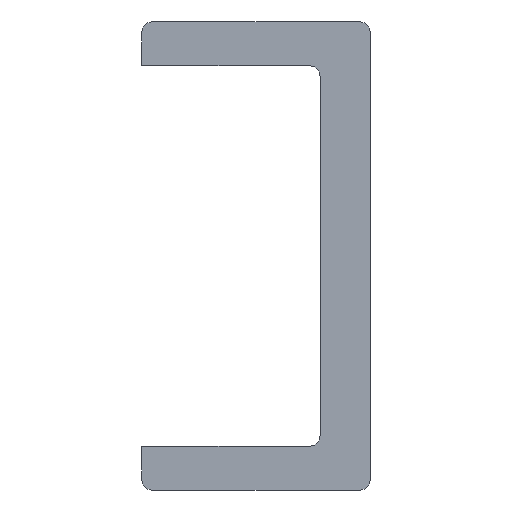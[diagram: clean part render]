
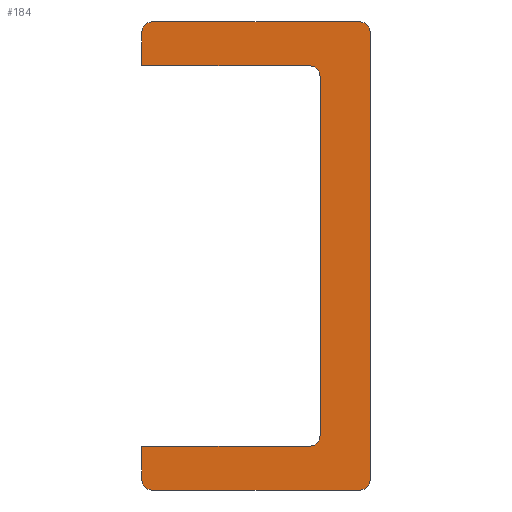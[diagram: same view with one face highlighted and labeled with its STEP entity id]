
A CAD part, front view. The second image highlights one B-rep face of the part: STEP entity #184.
In plain terms, the highlighted planar face has unit normal (0, -1, 0).
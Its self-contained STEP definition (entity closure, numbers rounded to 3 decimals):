
#184 = ADVANCED_FACE( '', ( #482 ), #483, .F. );
#482 = FACE_OUTER_BOUND( '', #827, .T. );
#483 = PLANE( '', #828 );
#827 = EDGE_LOOP( '', ( #1295, #1296, #1297, #1298, #1299, #1300, #1301, #1302, #1303, #1304, #1305, #1306, #1307, #1308 ) );
#828 = AXIS2_PLACEMENT_3D( '', #1309, #1310, #1311 );
#1295 = ORIENTED_EDGE( '', *, *, #1564, .F. );
#1296 = ORIENTED_EDGE( '', *, *, #1665, .T. );
#1297 = ORIENTED_EDGE( '', *, *, #1657, .F. );
#1298 = ORIENTED_EDGE( '', *, *, #1503, .T. );
#1299 = ORIENTED_EDGE( '', *, *, #1666, .F. );
#1300 = ORIENTED_EDGE( '', *, *, #1649, .F. );
#1301 = ORIENTED_EDGE( '', *, *, #1645, .F. );
#1302 = ORIENTED_EDGE( '', *, *, #1642, .F. );
#1303 = ORIENTED_EDGE( '', *, *, #1584, .F. );
#1304 = ORIENTED_EDGE( '', *, *, #1667, .F. );
#1305 = ORIENTED_EDGE( '', *, *, #1602, .F. );
#1306 = ORIENTED_EDGE( '', *, *, #1660, .T. );
#1307 = ORIENTED_EDGE( '', *, *, #1511, .F. );
#1308 = ORIENTED_EDGE( '', *, *, #1668, .T. );
#1309 = CARTESIAN_POINT( '', ( -10.5, 0., 21.5 ) );
#1310 = DIRECTION( '', ( 0., 1., 0. ) );
#1311 = DIRECTION( '', ( 0., 0., 1. ) );
#1503 = EDGE_CURVE( '', #1709, #1707, #1710, .F. );
#1511 = EDGE_CURVE( '', #1721, #1723, #1724, .T. );
#1564 = EDGE_CURVE( '', #1819, #1821, #1822, .T. );
#1584 = EDGE_CURVE( '', #1852, #1853, #1854, .T. );
#1602 = EDGE_CURVE( '', #1878, #1880, #1881, .T. );
#1642 = EDGE_CURVE( '', #1853, #1949, #1950, .T. );
#1645 = EDGE_CURVE( '', #1949, #1953, #1954, .T. );
#1649 = EDGE_CURVE( '', #1953, #1958, #1959, .T. );
#1657 = EDGE_CURVE( '', #1709, #1969, #1970, .T. );
#1660 = EDGE_CURVE( '', #1878, #1723, #1973, .F. );
#1665 = EDGE_CURVE( '', #1819, #1969, #1979, .F. );
#1666 = EDGE_CURVE( '', #1958, #1707, #1980, .T. );
#1667 = EDGE_CURVE( '', #1880, #1852, #1981, .T. );
#1668 = EDGE_CURVE( '', #1721, #1821, #1982, .F. );
#1707 = VERTEX_POINT( '', #2025 );
#1709 = VERTEX_POINT( '', #2028 );
#1710 = CIRCLE( '', #2029, 0.9 );
#1721 = VERTEX_POINT( '', #2042 );
#1723 = VERTEX_POINT( '', #2045 );
#1724 = LINE( '', #2046, #2047 );
#1819 = VERTEX_POINT( '', #2150 );
#1821 = VERTEX_POINT( '', #2153 );
#1822 = LINE( '', #2154, #2155 );
#1852 = VERTEX_POINT( '', #2186 );
#1853 = VERTEX_POINT( '', #2187 );
#1854 = CIRCLE( '', #2188, 1. );
#1878 = VERTEX_POINT( '', #2214 );
#1880 = VERTEX_POINT( '', #2217 );
#1881 = LINE( '', #2218, #2219 );
#1949 = VERTEX_POINT( '', #2288 );
#1950 = LINE( '', #2289, #2290 );
#1953 = VERTEX_POINT( '', #2294 );
#1954 = CIRCLE( '', #2295, 1. );
#1958 = VERTEX_POINT( '', #2300 );
#1959 = LINE( '', #2301, #2302 );
#1969 = VERTEX_POINT( '', #2313 );
#1970 = LINE( '', #2314, #2315 );
#1973 = CIRCLE( '', #2319, 0.9 );
#1979 = CIRCLE( '', #2325, 0.9 );
#1980 = LINE( '', #2326, #2327 );
#1981 = LINE( '', #2328, #2329 );
#1982 = CIRCLE( '', #2330, 0.9 );
#2025 = CARTESIAN_POINT( '', ( -10.5, 0., 20.6 ) );
#2028 = CARTESIAN_POINT( '', ( -9.6, 0., 21.5 ) );
#2029 = AXIS2_PLACEMENT_3D( '', #2373, #2374, #2375 );
#2042 = CARTESIAN_POINT( '', ( 9.6, 0., -21.5 ) );
#2045 = CARTESIAN_POINT( '', ( -9.6, 0., -21.5 ) );
#2046 = CARTESIAN_POINT( '', ( 10.5, 0., -21.5 ) );
#2047 = VECTOR( '', #2385, 1000. );
#2150 = CARTESIAN_POINT( '', ( 10.5, 0., 20.6 ) );
#2153 = CARTESIAN_POINT( '', ( 10.5, 0., -20.6 ) );
#2154 = CARTESIAN_POINT( '', ( 10.5, 0., 21.5 ) );
#2155 = VECTOR( '', #2509, 1000. );
#2186 = CARTESIAN_POINT( '', ( 4.9, 0., -17.5 ) );
#2187 = CARTESIAN_POINT( '', ( 5.9, 0., -16.5 ) );
#2188 = AXIS2_PLACEMENT_3D( '', #2541, #2542, #2543 );
#2214 = CARTESIAN_POINT( '', ( -10.5, 0., -20.6 ) );
#2217 = CARTESIAN_POINT( '', ( -10.5, 0., -17.5 ) );
#2218 = CARTESIAN_POINT( '', ( -10.5, 0., -21.5 ) );
#2219 = VECTOR( '', #2568, 1000. );
#2288 = CARTESIAN_POINT( '', ( 5.9, 0., 16.5 ) );
#2289 = CARTESIAN_POINT( '', ( 5.9, 0., 16.5 ) );
#2290 = VECTOR( '', #2654, 1000. );
#2294 = CARTESIAN_POINT( '', ( 4.9, 0., 17.5 ) );
#2295 = AXIS2_PLACEMENT_3D( '', #2656, #2657, #2658 );
#2300 = CARTESIAN_POINT( '', ( -10.5, 0., 17.5 ) );
#2301 = CARTESIAN_POINT( '', ( 4.9, 0., 17.5 ) );
#2302 = VECTOR( '', #2660, 1000. );
#2313 = CARTESIAN_POINT( '', ( 9.6, 0., 21.5 ) );
#2314 = CARTESIAN_POINT( '', ( -10.5, 0., 21.5 ) );
#2315 = VECTOR( '', #2668, 1000. );
#2319 = AXIS2_PLACEMENT_3D( '', #2670, #2671, #2672 );
#2325 = AXIS2_PLACEMENT_3D( '', #2676, #2677, #2678 );
#2326 = CARTESIAN_POINT( '', ( -10.5, 0., -21.5 ) );
#2327 = VECTOR( '', #2679, 1000. );
#2328 = CARTESIAN_POINT( '', ( 4.9, 0., -17.5 ) );
#2329 = VECTOR( '', #2680, 1000. );
#2330 = AXIS2_PLACEMENT_3D( '', #2681, #2682, #2683 );
#2373 = CARTESIAN_POINT( '', ( -9.6, 0., 20.6 ) );
#2374 = DIRECTION( '', ( 0., 1., 0. ) );
#2375 = DIRECTION( '', ( 0., 0., 1. ) );
#2385 = DIRECTION( '', ( -1., 0., 0. ) );
#2509 = DIRECTION( '', ( 0., 0., -1. ) );
#2541 = CARTESIAN_POINT( '', ( 4.9, 0., -16.5 ) );
#2542 = DIRECTION( '', ( 0., -1., 0. ) );
#2543 = DIRECTION( '', ( -1., 0., 0. ) );
#2568 = DIRECTION( '', ( 0., 0., 1. ) );
#2654 = DIRECTION( '', ( 0., 0., 1. ) );
#2656 = CARTESIAN_POINT( '', ( 4.9, 0., 16.5 ) );
#2657 = DIRECTION( '', ( 0., -1., 0. ) );
#2658 = DIRECTION( '', ( -1., 0., 0. ) );
#2660 = DIRECTION( '', ( -1., 0., 0. ) );
#2668 = DIRECTION( '', ( 1., 0., 0. ) );
#2670 = CARTESIAN_POINT( '', ( -9.6, 0., -20.6 ) );
#2671 = DIRECTION( '', ( 0., 1., 0. ) );
#2672 = DIRECTION( '', ( 0., 0., 1. ) );
#2676 = CARTESIAN_POINT( '', ( 9.6, 0., 20.6 ) );
#2677 = DIRECTION( '', ( 0., 1., 0. ) );
#2678 = DIRECTION( '', ( 0., 0., 1. ) );
#2679 = DIRECTION( '', ( 0., 0., 1. ) );
#2680 = DIRECTION( '', ( 1., 0., 0. ) );
#2681 = CARTESIAN_POINT( '', ( 9.6, 0., -20.6 ) );
#2682 = DIRECTION( '', ( 0., 1., 0. ) );
#2683 = DIRECTION( '', ( 0., 0., 1. ) );
